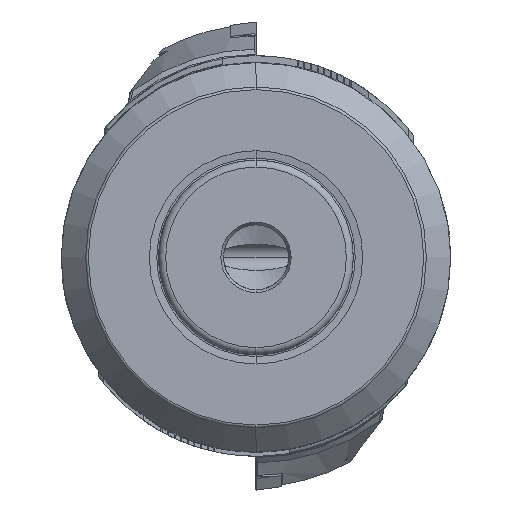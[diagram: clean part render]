
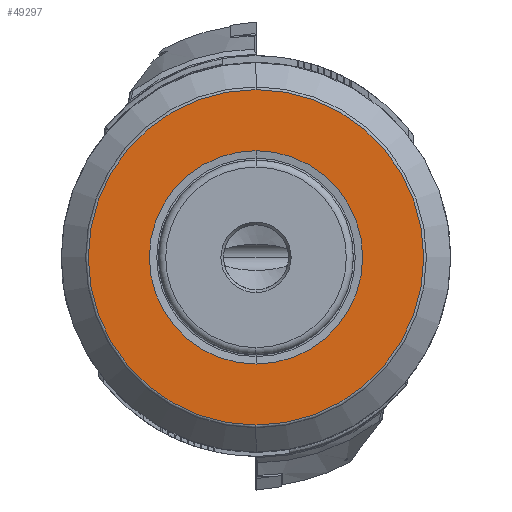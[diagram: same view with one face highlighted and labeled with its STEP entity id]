
A CAD part, left-side view. The second image highlights one B-rep face of the part: STEP entity #49297.
In plain terms, the highlighted planar face has unit normal (-1, 0, 0).
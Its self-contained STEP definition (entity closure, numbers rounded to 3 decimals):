
#136 = DIRECTION ( 'NONE',  ( -1., 0., 0. ) ) ;
#890 = EDGE_CURVE ( 'NONE', #22520, #47293, #30214, .T. ) ;
#3145 = DIRECTION ( 'NONE',  ( 1., 0., 0. ) ) ;
#3514 = CARTESIAN_POINT ( 'NONE',  ( 0., 0., 31. ) ) ;
#4149 = VERTEX_POINT ( 'NONE', #48745 ) ;
#4539 = ORIENTED_EDGE ( 'NONE', *, *, #890, .T. ) ;
#10793 = AXIS2_PLACEMENT_3D ( 'NONE', #17203, #46362, #21408 ) ;
#11093 = ORIENTED_EDGE ( 'NONE', *, *, #34906, .F. ) ;
#11386 = DIRECTION ( 'NONE',  ( -1., 0., 0. ) ) ;
#13190 = EDGE_CURVE ( 'NONE', #47293, #22520, #23199, .T. ) ;
#15481 = ORIENTED_EDGE ( 'NONE', *, *, #45952, .F. ) ;
#15651 = CARTESIAN_POINT ( 'NONE',  ( 0., 19.715, 0. ) ) ;
#17090 = FACE_BOUND ( 'NONE', #28305, .T. ) ;
#17203 = CARTESIAN_POINT ( 'NONE',  ( 0., 0., 0. ) ) ;
#19292 = VERTEX_POINT ( 'NONE', #35474 ) ;
#19324 = DIRECTION ( 'NONE',  ( -1., 0., 0. ) ) ;
#19563 = AXIS2_PLACEMENT_3D ( 'NONE', #25227, #136, #29451 ) ;
#21408 = DIRECTION ( 'NONE',  ( 0., 0., 1. ) ) ;
#22520 = VERTEX_POINT ( 'NONE', #3514 ) ;
#23199 = CIRCLE ( 'NONE', #10793, 31. ) ;
#25227 = CARTESIAN_POINT ( 'NONE',  ( 0., 0., 0. ) ) ;
#25998 = CARTESIAN_POINT ( 'NONE',  ( 0., 0., 0. ) ) ;
#28265 = PLANE ( 'NONE',  #40646 ) ;
#28305 = EDGE_LOOP ( 'NONE', ( #15481, #11093 ) ) ;
#28798 = CIRCLE ( 'NONE', #46293, 19.715 ) ;
#29451 = DIRECTION ( 'NONE',  ( 0., 0., 1. ) ) ;
#29582 = CIRCLE ( 'NONE', #19563, 19.715 ) ;
#29938 = ORIENTED_EDGE ( 'NONE', *, *, #13190, .T. ) ;
#30214 = CIRCLE ( 'NONE', #37478, 31. ) ;
#32430 = DIRECTION ( 'NONE',  ( 0., 0., -1. ) ) ;
#34906 = EDGE_CURVE ( 'NONE', #4149, #19292, #28798, .T. ) ;
#35474 = CARTESIAN_POINT ( 'NONE',  ( 0., 0., 19.715 ) ) ;
#35904 = EDGE_LOOP ( 'NONE', ( #4539, #29938 ) ) ;
#37478 = AXIS2_PLACEMENT_3D ( 'NONE', #25998, #11386, #46880 ) ;
#39269 = FACE_OUTER_BOUND ( 'NONE', #35904, .T. ) ;
#40646 = AXIS2_PLACEMENT_3D ( 'NONE', #15651, #3145, #32430 ) ;
#44322 = CARTESIAN_POINT ( 'NONE',  ( 0., 0., 0. ) ) ;
#44610 = CARTESIAN_POINT ( 'NONE',  ( 0., 0., -31. ) ) ;
#45952 = EDGE_CURVE ( 'NONE', #19292, #4149, #29582, .T. ) ;
#46293 = AXIS2_PLACEMENT_3D ( 'NONE', #44322, #19324, #48467 ) ;
#46362 = DIRECTION ( 'NONE',  ( -1., 0., 0. ) ) ;
#46880 = DIRECTION ( 'NONE',  ( 0., 0., 1. ) ) ;
#47293 = VERTEX_POINT ( 'NONE', #44610 ) ;
#48467 = DIRECTION ( 'NONE',  ( 0., 0., 1. ) ) ;
#48745 = CARTESIAN_POINT ( 'NONE',  ( 0., 0., -19.715 ) ) ;
#49297 = ADVANCED_FACE ( 'NONE', ( #17090, #39269 ), #28265, .F. ) ;
